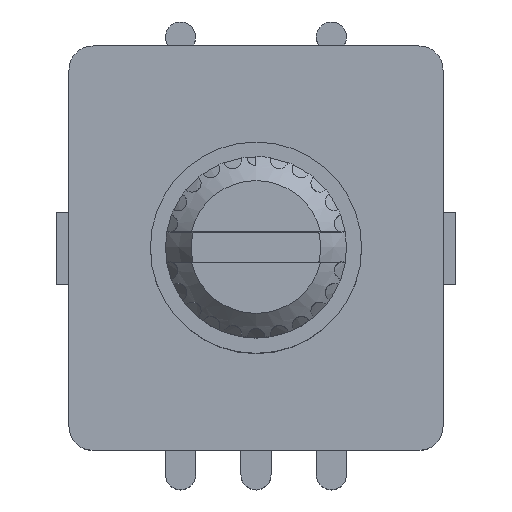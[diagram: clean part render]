
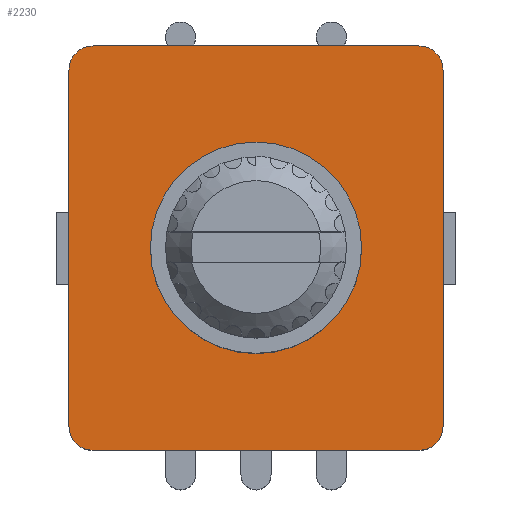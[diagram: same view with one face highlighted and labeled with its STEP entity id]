
A CAD part, top view. The second image highlights one B-rep face of the part: STEP entity #2230.
In plain terms, the highlighted planar face has unit normal (0, 0, 1).
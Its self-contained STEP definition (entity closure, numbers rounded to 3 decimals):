
#23=FACE_BOUND('',#408,.T.);
#164=PLANE('',#2456);
#275=FACE_OUTER_BOUND('',#407,.T.);
#407=EDGE_LOOP('',(#1980,#1981,#1982,#1983,#1984,#1985,#1986,#1987));
#408=EDGE_LOOP('',(#1988));
#435=LINE('',#3114,#606);
#469=LINE('',#3198,#640);
#486=LINE('',#3232,#657);
#587=LINE('',#4609,#758);
#606=VECTOR('',#2509,10.);
#640=VECTOR('',#2581,10.);
#657=VECTOR('',#2612,10.);
#758=VECTOR('',#3019,10.);
#792=CIRCLE('',#2331,0.8);
#793=CIRCLE('',#2333,0.8);
#794=CIRCLE('',#2335,0.8);
#795=CIRCLE('',#2337,0.8);
#845=CIRCLE('',#2442,3.5);
#867=VERTEX_POINT('',#3111);
#868=VERTEX_POINT('',#3113);
#898=VERTEX_POINT('',#3195);
#899=VERTEX_POINT('',#3197);
#908=VERTEX_POINT('',#3229);
#909=VERTEX_POINT('',#3231);
#937=VERTEX_POINT('',#3326);
#938=VERTEX_POINT('',#3330);
#1046=VERTEX_POINT('',#4583);
#1087=EDGE_CURVE('',#868,#867,#435,.T.);
#1129=EDGE_CURVE('',#899,#898,#469,.T.);
#1146=EDGE_CURVE('',#909,#908,#486,.T.);
#1190=EDGE_CURVE('',#868,#908,#792,.T.);
#1191=EDGE_CURVE('',#899,#867,#793,.T.);
#1192=EDGE_CURVE('',#909,#937,#794,.T.);
#1194=EDGE_CURVE('',#938,#898,#795,.T.);
#1356=EDGE_CURVE('',#1046,#1046,#845,.T.);
#1368=EDGE_CURVE('',#938,#937,#587,.T.);
#1980=ORIENTED_EDGE('',*,*,#1190,.F.);
#1981=ORIENTED_EDGE('',*,*,#1087,.T.);
#1982=ORIENTED_EDGE('',*,*,#1191,.F.);
#1983=ORIENTED_EDGE('',*,*,#1129,.T.);
#1984=ORIENTED_EDGE('',*,*,#1194,.F.);
#1985=ORIENTED_EDGE('',*,*,#1368,.T.);
#1986=ORIENTED_EDGE('',*,*,#1192,.F.);
#1987=ORIENTED_EDGE('',*,*,#1146,.T.);
#1988=ORIENTED_EDGE('',*,*,#1356,.T.);
#2230=ADVANCED_FACE('',(#275,#23),#164,.T.);
#2331=AXIS2_PLACEMENT_3D('',#3322,#2703,#2704);
#2333=AXIS2_PLACEMENT_3D('',#3324,#2707,#2708);
#2335=AXIS2_PLACEMENT_3D('',#3327,#2711,#2712);
#2337=AXIS2_PLACEMENT_3D('',#3331,#2716,#2717);
#2442=AXIS2_PLACEMENT_3D('',#4584,#2986,#2987);
#2456=AXIS2_PLACEMENT_3D('',#4610,#3020,#3021);
#2509=DIRECTION('',(-1.,0.,0.));
#2581=DIRECTION('',(0.,-1.,0.));
#2612=DIRECTION('',(0.,1.,0.));
#2703=DIRECTION('center_axis',(0.,0.,-1.));
#2704=DIRECTION('ref_axis',(0.707,0.707,0.));
#2707=DIRECTION('center_axis',(0.,0.,-1.));
#2708=DIRECTION('ref_axis',(-0.707,0.707,0.));
#2711=DIRECTION('center_axis',(0.,0.,-1.));
#2712=DIRECTION('ref_axis',(0.707,-0.707,0.));
#2716=DIRECTION('center_axis',(0.,0.,-1.));
#2717=DIRECTION('ref_axis',(-0.707,-0.707,0.));
#2986=DIRECTION('center_axis',(0.,0.,-1.));
#2987=DIRECTION('ref_axis',(1.,0.,0.));
#3019=DIRECTION('',(1.,0.,0.));
#3020=DIRECTION('center_axis',(0.,0.,1.));
#3021=DIRECTION('ref_axis',(1.,0.,0.));
#3111=CARTESIAN_POINT('',(0.8,13.4,6.5));
#3113=CARTESIAN_POINT('',(11.6,13.4,6.5));
#3114=CARTESIAN_POINT('',(12.4,13.4,6.5));
#3195=CARTESIAN_POINT('',(0.,0.8,6.5));
#3197=CARTESIAN_POINT('',(0.,12.6,6.5));
#3198=CARTESIAN_POINT('',(0.,13.4,6.5));
#3229=CARTESIAN_POINT('',(12.4,12.6,6.5));
#3231=CARTESIAN_POINT('',(12.4,0.8,6.5));
#3232=CARTESIAN_POINT('',(12.4,0.,6.5));
#3322=CARTESIAN_POINT('Origin',(11.6,12.6,6.5));
#3324=CARTESIAN_POINT('Origin',(0.8,12.6,6.5));
#3326=CARTESIAN_POINT('',(11.6,0.,6.5));
#3327=CARTESIAN_POINT('Origin',(11.6,0.8,6.5));
#3330=CARTESIAN_POINT('',(0.8,0.,6.5));
#3331=CARTESIAN_POINT('Origin',(0.8,0.8,6.5));
#4583=CARTESIAN_POINT('',(2.7,6.7,6.5));
#4584=CARTESIAN_POINT('Origin',(6.2,6.7,6.5));
#4609=CARTESIAN_POINT('',(0.,0.,6.5));
#4610=CARTESIAN_POINT('Origin',(6.2,6.7,6.5));
